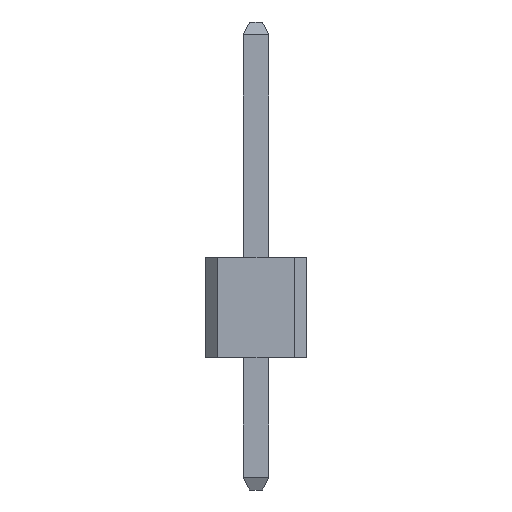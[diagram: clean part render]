
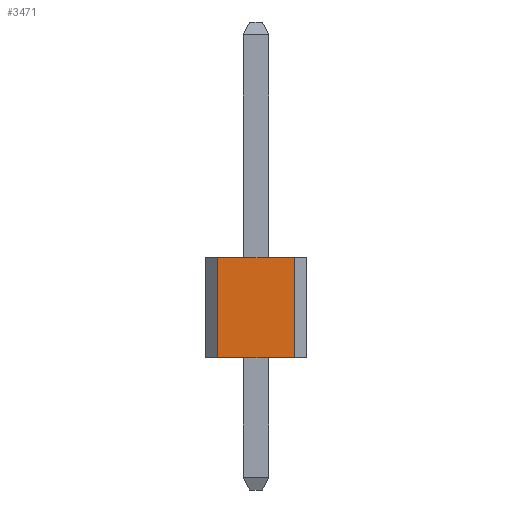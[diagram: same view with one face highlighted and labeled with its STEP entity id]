
A CAD part, left-side view. The second image highlights one B-rep face of the part: STEP entity #3471.
In plain terms, the highlighted planar face has unit normal (-1, 0, 0).
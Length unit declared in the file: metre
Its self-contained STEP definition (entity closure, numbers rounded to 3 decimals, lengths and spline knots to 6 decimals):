
#616=ORIENTED_EDGE('',*,*,#1276,.T.);
#617=ORIENTED_EDGE('',*,*,#1277,.T.);
#618=ORIENTED_EDGE('',*,*,#1278,.F.);
#619=ORIENTED_EDGE('',*,*,#1279,.T.);
#1276=EDGE_CURVE('',#1634,#1635,#2038,.T.);
#1277=EDGE_CURVE('',#1635,#1636,#2039,.T.);
#1278=EDGE_CURVE('',#1637,#1636,#2040,.T.);
#1279=EDGE_CURVE('',#1637,#1634,#2041,.T.);
#1634=VERTEX_POINT('',#5503);
#1635=VERTEX_POINT('',#5504);
#1636=VERTEX_POINT('',#5506);
#1637=VERTEX_POINT('',#5508);
#2038=LINE('',#5502,#2508);
#2039=LINE('',#5505,#2509);
#2040=LINE('',#5507,#2510);
#2041=LINE('',#5509,#2511);
#2508=VECTOR('',#4559,1.);
#2509=VECTOR('',#4560,1.);
#2510=VECTOR('',#4561,1.);
#2511=VECTOR('',#4562,1.);
#2835=EDGE_LOOP('',(#616,#617,#618,#619));
#3047=FACE_BOUND('',#2835,.T.);
#3259=PLANE('',#3888);
#3471=ADVANCED_FACE('',(#3047),#3259,.F.);
#3888=AXIS2_PLACEMENT_3D('',#5501,#4557,#4558);
#4557=DIRECTION('',(1.,0.,0.));
#4558=DIRECTION('',(0.,0.,-1.));
#4559=DIRECTION('',(0.,-1.,0.));
#4560=DIRECTION('',(0.,0.,1.));
#4561=DIRECTION('',(0.,-1.,0.));
#4562=DIRECTION('',(0.,0.,-1.));
#5501=CARTESIAN_POINT('',(-0.00127,0.,0.0025));
#5502=CARTESIAN_POINT('',(-0.00127,0.,0.));
#5503=CARTESIAN_POINT('',(-0.00127,0.00095,0.));
#5504=CARTESIAN_POINT('',(-0.00127,-0.00095,0.));
#5505=CARTESIAN_POINT('',(-0.00127,-0.00095,0.0025));
#5506=CARTESIAN_POINT('',(-0.00127,-0.00095,0.0025));
#5507=CARTESIAN_POINT('',(-0.00127,0.,0.0025));
#5508=CARTESIAN_POINT('',(-0.00127,0.00095,0.0025));
#5509=CARTESIAN_POINT('',(-0.00127,0.00095,0.));
